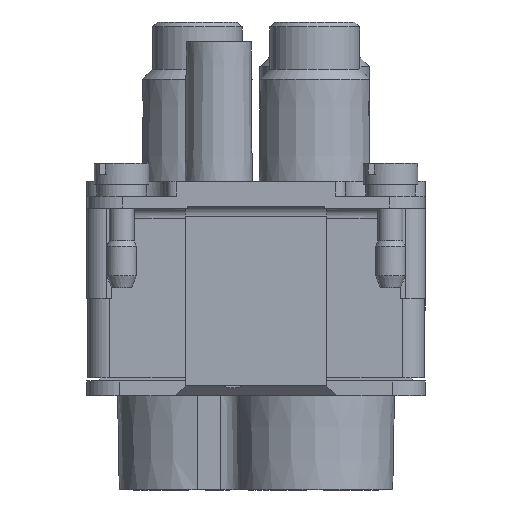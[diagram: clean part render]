
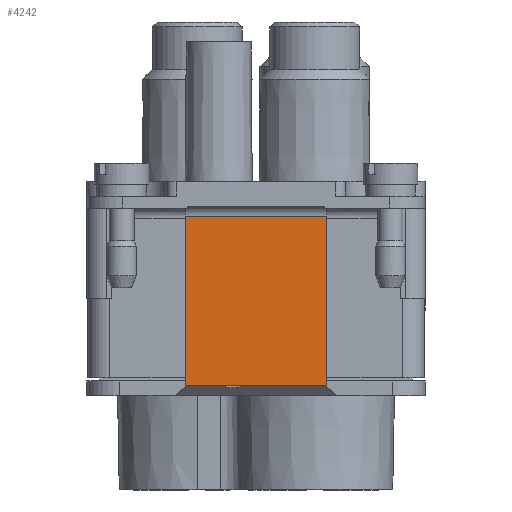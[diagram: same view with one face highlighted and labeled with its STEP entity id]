
A CAD part, left-side view. The second image highlights one B-rep face of the part: STEP entity #4242.
In plain terms, the highlighted planar face has unit normal (-1, 0, 0).
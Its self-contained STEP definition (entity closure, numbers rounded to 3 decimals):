
#3260=FACE_OUTER_BOUND('',#7273,.T.);
#4242=ADVANCED_FACE('',(#3260),#5186,.T.);
#5186=PLANE('',#22106);
#7273=EDGE_LOOP('',(#10251,#10252,#10253,#10254));
#10251=ORIENTED_EDGE('',*,*,#16784,.T.);
#10252=ORIENTED_EDGE('',*,*,#16169,.T.);
#10253=ORIENTED_EDGE('',*,*,#15762,.T.);
#10254=ORIENTED_EDGE('',*,*,#16263,.F.);
#13952=VERTEX_POINT('',#27830);
#13953=VERTEX_POINT('',#27832);
#14341=VERTEX_POINT('',#29016);
#14424=VERTEX_POINT('',#29216);
#15762=EDGE_CURVE('',#13953,#13952,#18246,.T.);
#16169=EDGE_CURVE('',#14341,#13953,#18478,.T.);
#16263=EDGE_CURVE('',#14424,#13952,#18542,.T.);
#16784=EDGE_CURVE('',#14424,#14341,#18820,.T.);
#18246=LINE('',#27831,#19798);
#18478=LINE('',#29026,#20030);
#18542=LINE('',#29217,#20094);
#18820=LINE('',#30570,#20372);
#19798=VECTOR('',#22900,1.);
#20030=VECTOR('',#23264,1.);
#20094=VECTOR('',#23424,1.);
#20372=VECTOR('',#24610,1.);
#22106=AXIS2_PLACEMENT_3D('',#30571,#24611,#24612);
#22900=DIRECTION('',(0.,-1.,0.));
#23264=DIRECTION('',(0.,0.,-1.));
#23424=DIRECTION('',(0.,0.,-1.));
#24610=DIRECTION('',(0.,1.,0.));
#24611=DIRECTION('',(-1.,0.,0.));
#24612=DIRECTION('',(0.,-1.,0.));
#27830=CARTESIAN_POINT('',(-29.,-7.1,-17.85));
#27831=CARTESIAN_POINT('',(-29.,7.1,-17.85));
#27832=CARTESIAN_POINT('',(-29.,7.1,-17.85));
#29016=CARTESIAN_POINT('',(-29.,7.1,-0.8));
#29026=CARTESIAN_POINT('',(-29.,7.1,-0.8));
#29216=CARTESIAN_POINT('',(-29.,-7.1,-0.8));
#29217=CARTESIAN_POINT('',(-29.,-7.1,-0.8));
#30570=CARTESIAN_POINT('',(-29.,-7.1,-0.8));
#30571=CARTESIAN_POINT('',(-29.,-7.1,-0.52));
